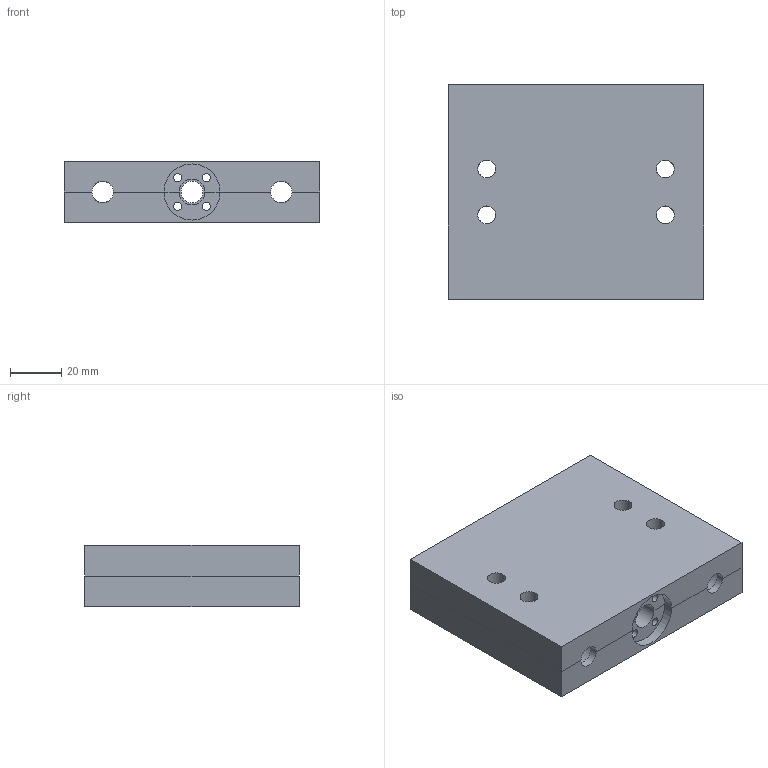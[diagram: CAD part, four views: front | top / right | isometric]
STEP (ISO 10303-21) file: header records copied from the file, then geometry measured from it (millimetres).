
FILE_DESCRIPTION(('FreeCAD Model'),'2;1');
FILE_NAME( 'z-carriage.step', '2020-03-08T19:53:02',('Author'),(''), 'Open CASCADE STEP processor 7.3','FreeCAD','Unknown');
FILE_SCHEMA(('AUTOMOTIVE_DESIGN { 1 0 10303 214 1 1 1 1 }'));
Length unit declared in the file: millimetre
Products named in the file (2): z-carriage-top; z-carriage-bottom
Bounding box: 100 x 84 x 24 mm (x, y, z)
Volume: 167679.8 mm3; surface area: 50260.5 mm2
Topology: 2 solids, 2 shells, 84 faces, 240 edges, 160 vertices
Faces by surface type: plane 42, cylinder 42
Full cylindrical faces by diameter (mm): 3.2 x4, 7 x8
Entity records: 8361 total; most frequent: CARTESIAN_POINT 3521, DIRECTION 904, LINE 544, VECTOR 544, ORIENTED_EDGE 480, PCURVE 480, DEFINITIONAL_REPRESENTATION 480, EDGE_CURVE 240
